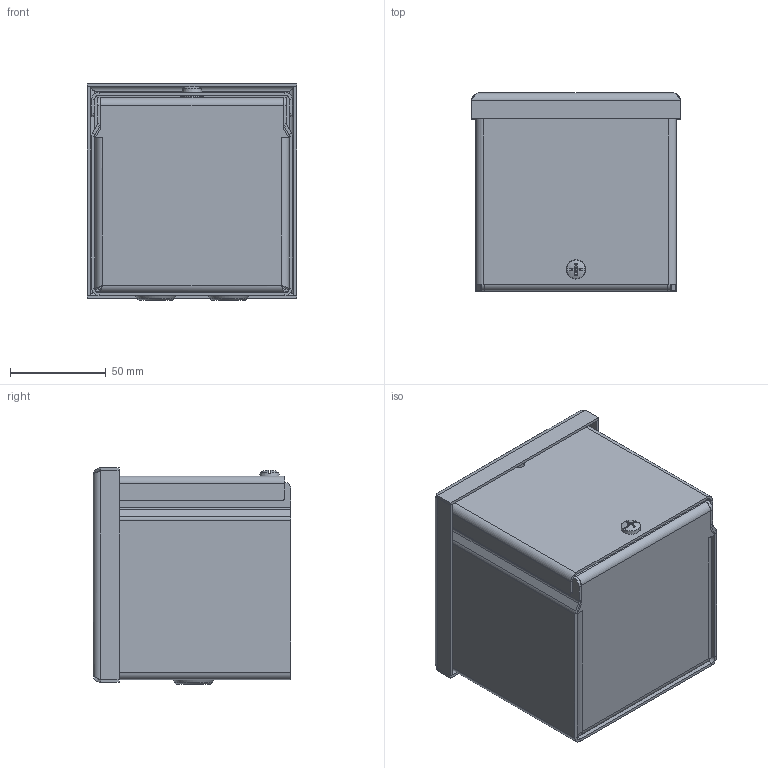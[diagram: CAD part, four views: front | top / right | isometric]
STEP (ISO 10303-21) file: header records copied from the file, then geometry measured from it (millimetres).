
FILE_DESCRIPTION(/* description */ ('RSC, S.S., NK, BACK-LEFT-RIGHT, 4X4X4'),/* implementation_level */ '2;1');
FILE_NAME(/* name */ 'RSC040404NKSS.stp',/* time_stamp */ '2017-10-17T06:34:38-05:00',/* author */ ('mraetz'),/* organization */ (''),/* preprocessor_version */ 'ST-DEVELOPER v16.1',/* originating_system */ 'Autodesk Inventor 2016',/* authorisation */ '');
FILE_SCHEMA (('AUTOMOTIVE_DESIGN { 1 0 10303 214 3 1 1 }'));
Length unit declared in the file: inch
Products named in the file (8): RSC040404NKSSBLR; RSC0404NKSSBTM; RSC0404NKSSCAP; RSC0404NKSSLID; 34984; 37210; 39077; RSC040404NKSS
Assembly tree (7 placements, depth 2):
  RSC040404NKSS
    RSC040404NKSSBLR
    RSC0404NKSSBTM
    RSC0404NKSSCAP
    RSC0404NKSSLID
    34984
    37210
    39077
Bounding box: 109.18 x 103.1 x 112.8 mm (x, y, z)
Volume: 112773.2 mm3; surface area: 154401.5 mm2
Topology: 7 solids, 7 shells, 271 faces, 602 edges, 351 vertices
Faces by surface type: plane 164, cylinder 58, cone 17, bspline 16, torus 14, sphere 2
Full cylindrical faces by diameter (mm): 3.962 x1, 4.255 x1, 4.978 x1, 6.299 x1, 6.35 x2, 6.528 x1, 7.061 x1, 7.144 x2, 10.312 x1, 11.506 x1
Entity records: 7995 total; most frequent: CARTESIAN_POINT 1864, DIRECTION 1196, ORIENTED_EDGE 1136, EDGE_CURVE 568, AXIS2_PLACEMENT_3D 418, LINE 360, VECTOR 360, VERTEX_POINT 346
